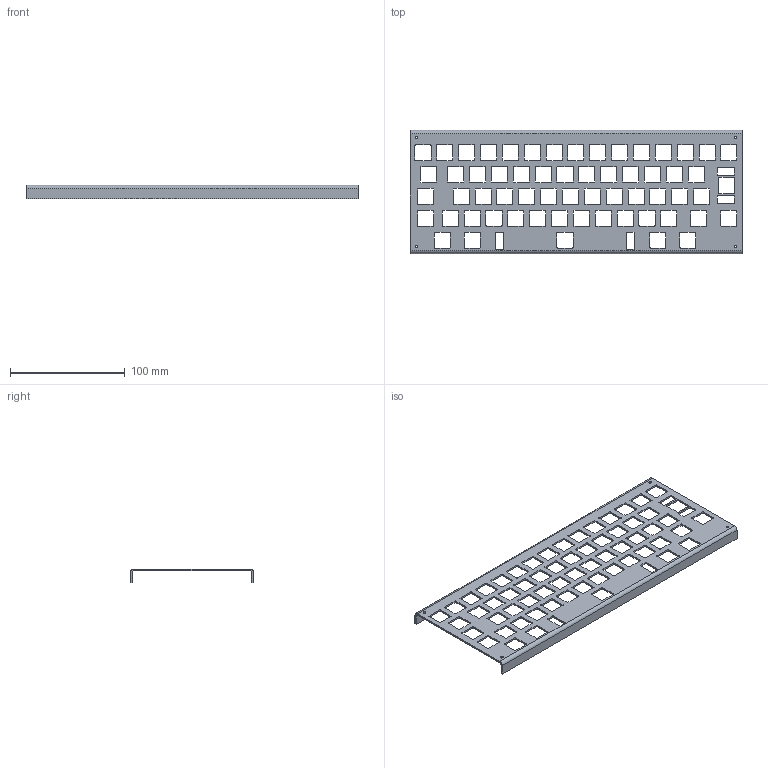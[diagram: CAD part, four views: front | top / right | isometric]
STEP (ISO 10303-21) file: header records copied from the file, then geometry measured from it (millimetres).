
FILE_DESCRIPTION(/* description */ (''),/* implementation_level */ '2;1');
FILE_NAME(/* name */ 'Case - Env-AHKB v4.step',/* time_stamp */ '2023-03-09T13:25:42Z',/* author */ (''),/* organization */ (''),/* preprocessor_version */ 'ST-DEVELOPER v19.2',/* originating_system */ 'Autodesk Translation Framework v11.17.0.187',/* authorisation */ '');
FILE_SCHEMA (('AUTOMOTIVE_DESIGN { 1 0 10303 214 3 1 1 }'));
Length unit declared in the file: millimetre
Products named in the file (1): Case - Env-AHKB
Bounding box: 289.4 x 107.58 x 12.08 mm (x, y, z)
Volume: 36432.4 mm3; surface area: 55206.5 mm2
Topology: 1 solids, 1 shells, 546 faces, 1632 edges, 1088 vertices
Faces by surface type: plane 274, cylinder 272
Full cylindrical faces by diameter (mm): 2.2 x4
Entity records: 18829 total; most frequent: DIRECTION 3270, CARTESIAN_POINT 3267, ORIENTED_EDGE 3264, EDGE_CURVE 1632, AXIS2_PLACEMENT_3D 1091, LINE 1088, VECTOR 1088, VERTEX_POINT 1088
